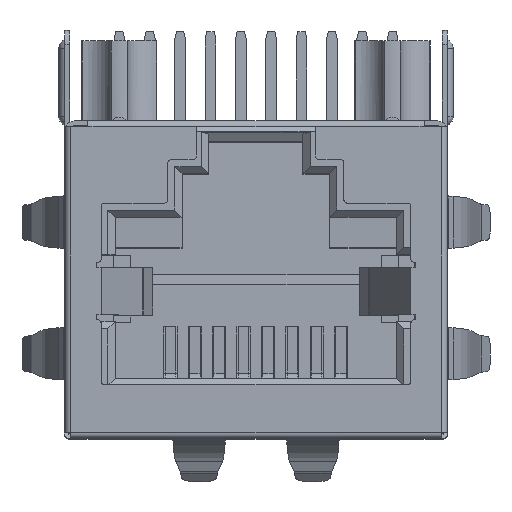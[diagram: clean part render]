
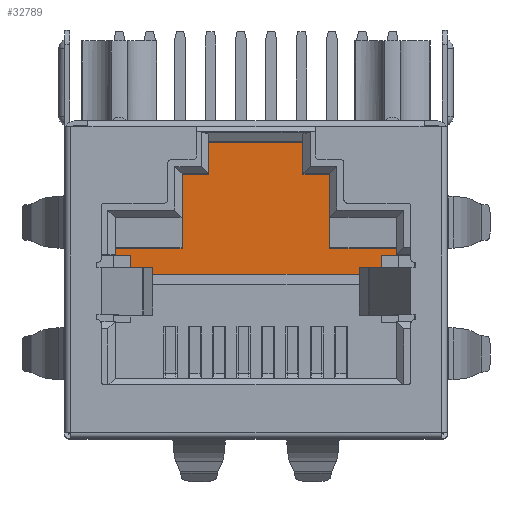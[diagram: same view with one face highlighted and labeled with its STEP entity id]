
A CAD part, top view. The second image highlights one B-rep face of the part: STEP entity #32789.
In plain terms, the highlighted planar face has unit normal (0, 0, 1).
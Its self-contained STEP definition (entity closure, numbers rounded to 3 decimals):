
#7002=DIRECTION('',(1.,0.,0.));
#7003=VECTOR('',#7002,2.8);
#7004=CARTESIAN_POINT('',(-5.89,-4.91,-11.2));
#7005=LINE('',#7004,#7003);
#7006=DIRECTION('',(0.,1.,0.));
#7007=VECTOR('',#7006,3.09);
#7008=CARTESIAN_POINT('',(-3.09,-4.91,-11.2));
#7009=LINE('',#7008,#7007);
#7010=DIRECTION('',(1.,0.,0.));
#7011=VECTOR('',#7010,1.12);
#7012=CARTESIAN_POINT('',(-3.09,-1.82,-11.2));
#7013=LINE('',#7012,#7011);
#7014=DIRECTION('',(0.,1.,0.));
#7015=VECTOR('',#7014,1.27);
#7016=CARTESIAN_POINT('',(-1.97,-1.82,-11.2));
#7017=LINE('',#7016,#7015);
#7018=DIRECTION('',(0.,1.,0.));
#7019=VECTOR('',#7018,0.07);
#7020=CARTESIAN_POINT('',(-1.97,-0.55,-11.2));
#7021=LINE('',#7020,#7019);
#7022=DIRECTION('',(1.,0.,0.));
#7023=VECTOR('',#7022,3.94);
#7024=CARTESIAN_POINT('',(-1.97,-0.48,-11.2));
#7025=LINE('',#7024,#7023);
#7026=DIRECTION('',(0.,-1.,0.));
#7027=VECTOR('',#7026,0.07);
#7028=CARTESIAN_POINT('',(1.97,-0.48,-11.2));
#7029=LINE('',#7028,#7027);
#7030=DIRECTION('',(0.,-1.,0.));
#7031=VECTOR('',#7030,3.09);
#7032=CARTESIAN_POINT('',(3.09,-1.82,-11.2));
#7033=LINE('',#7032,#7031);
#7034=DIRECTION('',(1.,0.,0.));
#7035=VECTOR('',#7034,2.8);
#7036=CARTESIAN_POINT('',(3.09,-4.91,-11.2));
#7037=LINE('',#7036,#7035);
#7038=DIRECTION('',(0.,-1.,0.));
#7039=VECTOR('',#7038,0.3);
#7040=CARTESIAN_POINT('',(5.89,-4.91,-11.2));
#7041=LINE('',#7040,#7039);
#7042=DIRECTION('',(-1.,0.,0.));
#7043=VECTOR('',#7042,0.64);
#7044=CARTESIAN_POINT('',(5.89,-5.21,-11.2));
#7045=LINE('',#7044,#7043);
#7046=DIRECTION('',(0.,1.,0.));
#7047=VECTOR('',#7046,0.806);
#7048=CARTESIAN_POINT('',(-5.25,-6.016,-11.2));
#7049=LINE('',#7048,#7047);
#7050=DIRECTION('',(-1.,0.,0.));
#7051=VECTOR('',#7050,0.64);
#7052=CARTESIAN_POINT('',(-5.25,-5.21,-11.2));
#7053=LINE('',#7052,#7051);
#7058=DIRECTION('',(0.,-1.,0.));
#7059=VECTOR('',#7058,0.3);
#7060=CARTESIAN_POINT('',(-5.89,-4.91,-11.2));
#7061=LINE('',#7060,#7059);
#13472=DIRECTION('',(1.,0.,0.));
#13473=VECTOR('',#13472,10.5);
#13474=CARTESIAN_POINT('',(-5.25,-6.016,-11.2));
#13475=LINE('',#13474,#13473);
#13488=DIRECTION('',(0.,1.,0.));
#13489=VECTOR('',#13488,0.806);
#13490=CARTESIAN_POINT('',(5.25,-6.016,-11.2));
#13491=LINE('',#13490,#13489);
#13556=DIRECTION('',(0.,1.,0.));
#13557=VECTOR('',#13556,1.27);
#13558=CARTESIAN_POINT('',(1.97,-1.82,-11.2));
#13559=LINE('',#13558,#13557);
#13580=DIRECTION('',(-1.,0.,0.));
#13581=VECTOR('',#13580,1.12);
#13582=CARTESIAN_POINT('',(3.09,-1.82,-11.2));
#13583=LINE('',#13582,#13581);
#20849=CARTESIAN_POINT('',(-1.97,-0.55,-11.2));
#20850=VERTEX_POINT('',#20849);
#20855=CARTESIAN_POINT('',(1.97,-0.55,-11.2));
#20856=VERTEX_POINT('',#20855);
#21059=CARTESIAN_POINT('',(-3.09,-1.82,-11.2));
#21060=VERTEX_POINT('',#21059);
#21063=CARTESIAN_POINT('',(-1.97,-1.82,-11.2));
#21064=VERTEX_POINT('',#21063);
#21069=CARTESIAN_POINT('',(-3.09,-4.91,-11.2));
#21070=VERTEX_POINT('',#21069);
#21085=CARTESIAN_POINT('',(-1.97,-0.48,-11.2));
#21086=VERTEX_POINT('',#21085);
#21099=CARTESIAN_POINT('',(1.97,-0.48,-11.2));
#21100=VERTEX_POINT('',#21099);
#21111=CARTESIAN_POINT('',(3.09,-4.91,-11.2));
#21112=VERTEX_POINT('',#21111);
#21113=CARTESIAN_POINT('',(3.09,-1.82,-11.2));
#21114=VERTEX_POINT('',#21113);
#21125=CARTESIAN_POINT('',(5.89,-4.91,-11.2));
#21126=VERTEX_POINT('',#21125);
#21127=CARTESIAN_POINT('',(-5.89,-4.91,-11.2));
#21128=VERTEX_POINT('',#21127);
#21129=CARTESIAN_POINT('',(1.97,-1.82,-11.2));
#21130=VERTEX_POINT('',#21129);
#21131=CARTESIAN_POINT('',(5.89,-5.21,-11.2));
#21132=VERTEX_POINT('',#21131);
#21133=CARTESIAN_POINT('',(5.25,-5.21,-11.2));
#21134=VERTEX_POINT('',#21133);
#21135=CARTESIAN_POINT('',(5.25,-6.016,-11.2));
#21136=VERTEX_POINT('',#21135);
#21137=CARTESIAN_POINT('',(-5.25,-6.016,-11.2));
#21138=VERTEX_POINT('',#21137);
#21139=CARTESIAN_POINT('',(-5.25,-5.21,-11.2));
#21140=VERTEX_POINT('',#21139);
#21141=CARTESIAN_POINT('',(-5.89,-5.21,-11.2));
#21142=VERTEX_POINT('',#21141);
#32752=CARTESIAN_POINT('',(0.,-3.248,-11.2));
#32753=DIRECTION('',(0.,0.,1.));
#32754=DIRECTION('',(0.,1.,0.));
#32755=AXIS2_PLACEMENT_3D('',#32752,#32753,#32754);
#32756=PLANE('',#32755);
#32758=ORIENTED_EDGE('',*,*,#32757,.T.);
#32759=ORIENTED_EDGE('',*,*,#32556,.T.);
#32760=ORIENTED_EDGE('',*,*,#32539,.T.);
#32762=ORIENTED_EDGE('',*,*,#32761,.T.);
#32763=ORIENTED_EDGE('',*,*,#32610,.T.);
#32765=ORIENTED_EDGE('',*,*,#32764,.T.);
#32766=ORIENTED_EDGE('',*,*,#32657,.T.);
#32768=ORIENTED_EDGE('',*,*,#32767,.F.);
#32770=ORIENTED_EDGE('',*,*,#32769,.F.);
#32771=ORIENTED_EDGE('',*,*,#32694,.T.);
#32772=ORIENTED_EDGE('',*,*,#32743,.T.);
#32774=ORIENTED_EDGE('',*,*,#32773,.T.);
#32776=ORIENTED_EDGE('',*,*,#32775,.T.);
#32778=ORIENTED_EDGE('',*,*,#32777,.F.);
#32780=ORIENTED_EDGE('',*,*,#32779,.F.);
#32782=ORIENTED_EDGE('',*,*,#32781,.T.);
#32784=ORIENTED_EDGE('',*,*,#32783,.T.);
#32786=ORIENTED_EDGE('',*,*,#32785,.F.);
#32787=EDGE_LOOP('',(#32758,#32759,#32760,#32762,#32763,#32765,#32766,#32768,
#32770,#32771,#32772,#32774,#32776,#32778,#32780,#32782,#32784,#32786));
#32788=FACE_OUTER_BOUND('',#32787,.F.);
#32789=ADVANCED_FACE('',(#32788),#32756,.T.);
#32539=EDGE_CURVE('',#21060,#21064,#7013,.T.);
#32556=EDGE_CURVE('',#21070,#21060,#7009,.T.);
#32610=EDGE_CURVE('',#20850,#21086,#7021,.T.);
#32657=EDGE_CURVE('',#21100,#20856,#7029,.T.);
#32694=EDGE_CURVE('',#21114,#21112,#7033,.T.);
#32743=EDGE_CURVE('',#21112,#21126,#7037,.T.);
#32757=EDGE_CURVE('',#21128,#21070,#7005,.T.);
#32761=EDGE_CURVE('',#21064,#20850,#7017,.T.);
#32764=EDGE_CURVE('',#21086,#21100,#7025,.T.);
#32767=EDGE_CURVE('',#21130,#20856,#13559,.T.);
#32769=EDGE_CURVE('',#21114,#21130,#13583,.T.);
#32773=EDGE_CURVE('',#21126,#21132,#7041,.T.);
#32775=EDGE_CURVE('',#21132,#21134,#7045,.T.);
#32777=EDGE_CURVE('',#21136,#21134,#13491,.T.);
#32779=EDGE_CURVE('',#21138,#21136,#13475,.T.);
#32781=EDGE_CURVE('',#21138,#21140,#7049,.T.);
#32783=EDGE_CURVE('',#21140,#21142,#7053,.T.);
#32785=EDGE_CURVE('',#21128,#21142,#7061,.T.);
